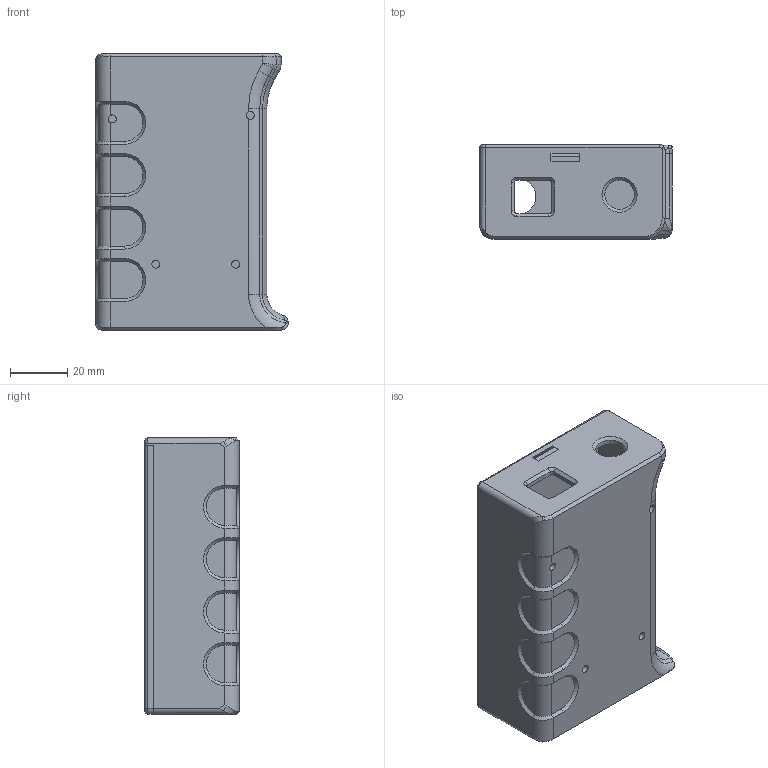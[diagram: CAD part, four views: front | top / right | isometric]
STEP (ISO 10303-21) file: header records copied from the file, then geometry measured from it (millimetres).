
FILE_DESCRIPTION(/* description */ (''),/* implementation_level */ '2;1');
FILE_NAME(/* name */ 'Case.step',/* time_stamp */ '2023-05-07T20:34:14-05:00',/* author */ (''),/* organization */ (''),/* preprocessor_version */ 'ST-DEVELOPER v19.2',/* originating_system */ 'Autodesk Translation Framework v12.4.0.73',/* authorisation */ '');
FILE_SCHEMA (('AUTOMOTIVE_DESIGN { 1 0 10303 214 3 1 1 }'));
Length unit declared in the file: millimetre
Products named in the file (1): Case
Bounding box: 67.34 x 33 x 96.58 mm (x, y, z)
Volume: 63364.5 mm3; surface area: 41667 mm2
Topology: 2 solids, 2 shells, 798 faces, 2142 edges, 1394 vertices
Faces by surface type: bspline 369, plane 327, cylinder 59, cone 33, torus 10
Full cylindrical faces by diameter (mm): 2.8 x4, 3.4 x3, 10.3 x1, 12.5 x1
Entity records: 29005 total; most frequent: CARTESIAN_POINT 11413, ORIENTED_EDGE 4282, DIRECTION 2424, EDGE_CURVE 2141, VERTEX_POINT 1394, LINE 1234, VECTOR 1234, EDGE_LOOP 871
